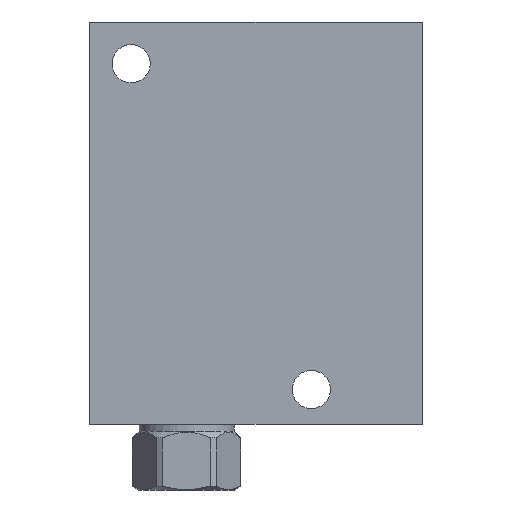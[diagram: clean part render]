
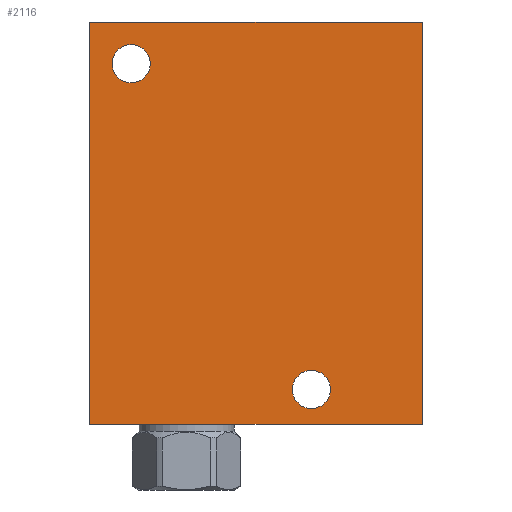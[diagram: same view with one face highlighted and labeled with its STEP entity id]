
A CAD part, front view. The second image highlights one B-rep face of the part: STEP entity #2116.
In plain terms, the highlighted planar face has unit normal (0, -1, 0).
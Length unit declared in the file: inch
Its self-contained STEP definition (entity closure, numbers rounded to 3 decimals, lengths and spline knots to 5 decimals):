
#5=DIRECTION('',(1.,0.,0.));
#6=VECTOR('',#5,3.);
#7=CARTESIAN_POINT('',(0.,-2.,0.));
#8=LINE('',#7,#6);
#75=DIRECTION('',(0.,0.,1.));
#76=VECTOR('',#75,3.625);
#77=CARTESIAN_POINT('',(3.,-2.,0.));
#78=LINE('',#77,#76);
#99=DIRECTION('',(0.,0.,1.));
#100=VECTOR('',#99,3.625);
#101=CARTESIAN_POINT('',(0.,-2.,0.));
#102=LINE('',#101,#100);
#103=CARTESIAN_POINT('',(0.375,-2.,3.25));
#104=DIRECTION('',(0.,-1.,0.));
#105=DIRECTION('',(-1.,0.,0.));
#106=AXIS2_PLACEMENT_3D('',#103,#104,#105);
#108=CARTESIAN_POINT('',(0.375,-2.,3.25));
#109=DIRECTION('',(0.,-1.,0.));
#110=DIRECTION('',(1.,0.,0.));
#111=AXIS2_PLACEMENT_3D('',#108,#109,#110);
#113=CARTESIAN_POINT('',(2.,-2.,0.312));
#114=DIRECTION('',(0.,-1.,0.));
#115=DIRECTION('',(-1.,0.,0.));
#116=AXIS2_PLACEMENT_3D('',#113,#114,#115);
#118=CARTESIAN_POINT('',(2.,-2.,0.312));
#119=DIRECTION('',(0.,-1.,0.));
#120=DIRECTION('',(1.,0.,0.));
#121=AXIS2_PLACEMENT_3D('',#118,#119,#120);
#135=DIRECTION('',(1.,0.,0.));
#136=VECTOR('',#135,3.);
#137=CARTESIAN_POINT('',(0.,-2.,3.625));
#138=LINE('',#137,#136);
#1730=CARTESIAN_POINT('',(0.,-2.,0.));
#1732=VERTEX_POINT('',#1730);
#1733=CARTESIAN_POINT('',(3.,-2.,0.));
#1734=VERTEX_POINT('',#1733);
#1738=CARTESIAN_POINT('',(0.,-2.,3.625));
#1740=VERTEX_POINT('',#1738);
#1741=CARTESIAN_POINT('',(3.,-2.,3.625));
#1742=VERTEX_POINT('',#1741);
#1887=CARTESIAN_POINT('',(0.203,-2.,3.25));
#1888=CARTESIAN_POINT('',(0.547,-2.,3.25));
#1889=VERTEX_POINT('',#1887);
#1890=VERTEX_POINT('',#1888);
#1895=CARTESIAN_POINT('',(1.828,-2.,0.312));
#1896=CARTESIAN_POINT('',(2.172,-2.,0.312));
#1897=VERTEX_POINT('',#1895);
#1898=VERTEX_POINT('',#1896);
#2092=CARTESIAN_POINT('',(0.,-2.,0.));
#2093=DIRECTION('',(0.,-1.,0.));
#2094=DIRECTION('',(1.,0.,0.));
#2095=AXIS2_PLACEMENT_3D('',#2092,#2093,#2094);
#2096=PLANE('',#2095);
#2097=ORIENTED_EDGE('',*,*,#1998,.F.);
#2098=ORIENTED_EDGE('',*,*,#2023,.T.);
#2100=ORIENTED_EDGE('',*,*,#2099,.T.);
#2101=ORIENTED_EDGE('',*,*,#2072,.F.);
#2102=EDGE_LOOP('',(#2097,#2098,#2100,#2101));
#2103=FACE_OUTER_BOUND('',#2102,.F.);
#2105=ORIENTED_EDGE('',*,*,#2104,.T.);
#2107=ORIENTED_EDGE('',*,*,#2106,.T.);
#2108=EDGE_LOOP('',(#2105,#2107));
#2109=FACE_BOUND('',#2108,.F.);
#2111=ORIENTED_EDGE('',*,*,#2110,.T.);
#2113=ORIENTED_EDGE('',*,*,#2112,.T.);
#2114=EDGE_LOOP('',(#2111,#2113));
#2115=FACE_BOUND('',#2114,.F.);
#2116=ADVANCED_FACE('',(#2103,#2109,#2115),#2096,.T.);
#107=CIRCLE('',#106,0.172);
#112=CIRCLE('',#111,0.172);
#117=CIRCLE('',#116,0.172);
#122=CIRCLE('',#121,0.172);
#1998=EDGE_CURVE('',#1732,#1734,#8,.T.);
#2023=EDGE_CURVE('',#1732,#1740,#102,.T.);
#2072=EDGE_CURVE('',#1734,#1742,#78,.T.);
#2099=EDGE_CURVE('',#1740,#1742,#138,.T.);
#2104=EDGE_CURVE('',#1889,#1890,#107,.T.);
#2106=EDGE_CURVE('',#1890,#1889,#112,.T.);
#2110=EDGE_CURVE('',#1897,#1898,#117,.T.);
#2112=EDGE_CURVE('',#1898,#1897,#122,.T.);
